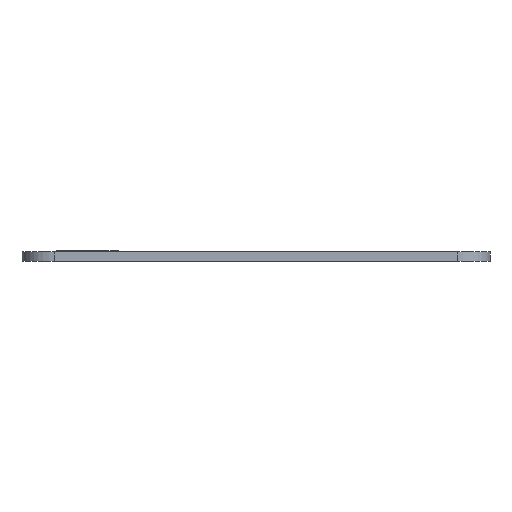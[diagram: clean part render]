
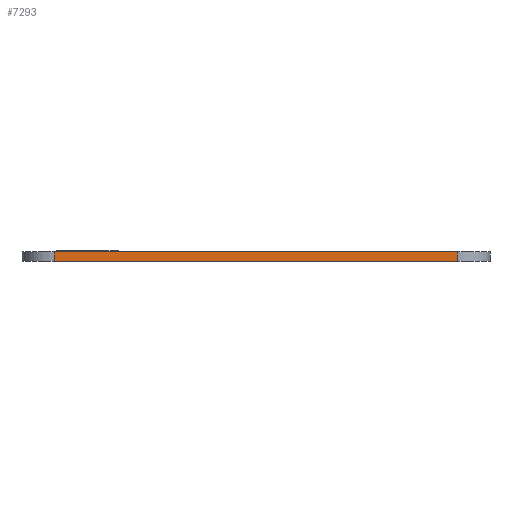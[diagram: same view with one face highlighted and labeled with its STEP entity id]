
A CAD part, front view. The second image highlights one B-rep face of the part: STEP entity #7293.
In plain terms, the highlighted planar face has unit normal (0, -1, 0).
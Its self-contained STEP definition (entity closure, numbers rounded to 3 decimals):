
#874=PLANE('',#7503);
#1242=FACE_OUTER_BOUND('',#1670,.T.);
#1670=EDGE_LOOP('',(#6730,#6731,#6732,#6733));
#1729=LINE('',#8547,#2297);
#1821=LINE('',#9983,#2389);
#2240=LINE('',#14736,#2808);
#2241=LINE('',#14738,#2809);
#2297=VECTOR('',#7578,10.);
#2389=VECTOR('',#7722,10.);
#2808=VECTOR('',#8371,10.);
#2809=VECTOR('',#8374,10.);
#2915=VERTEX_POINT('',#8544);
#2916=VERTEX_POINT('',#8546);
#3228=VERTEX_POINT('',#9980);
#3229=VERTEX_POINT('',#9982);
#3649=EDGE_CURVE('',#2915,#2916,#1729,.T.);
#3965=EDGE_CURVE('',#3228,#3229,#1821,.T.);
#4686=EDGE_CURVE('',#3229,#2915,#2240,.T.);
#4687=EDGE_CURVE('',#2916,#3228,#2241,.T.);
#6730=ORIENTED_EDGE('',*,*,#4686,.F.);
#6731=ORIENTED_EDGE('',*,*,#3965,.F.);
#6732=ORIENTED_EDGE('',*,*,#4687,.F.);
#6733=ORIENTED_EDGE('',*,*,#3649,.F.);
#7293=ADVANCED_FACE('',(#1242),#874,.T.);
#7503=AXIS2_PLACEMENT_3D('',#14737,#8372,#8373);
#7578=DIRECTION('',(1.,0.,0.));
#7722=DIRECTION('',(-1.,0.,0.));
#8371=DIRECTION('',(0.,0.,1.));
#8372=DIRECTION('center_axis',(0.,-1.,0.));
#8373=DIRECTION('ref_axis',(1.,0.,0.));
#8374=DIRECTION('',(0.,0.,-1.));
#8544=CARTESIAN_POINT('',(-11.828,-51.995,1.5));
#8546=CARTESIAN_POINT('',(50.673,-51.995,1.5));
#8547=CARTESIAN_POINT('',(55.673,-51.995,1.5));
#9980=CARTESIAN_POINT('',(50.673,-51.995,0.));
#9982=CARTESIAN_POINT('',(-11.828,-51.995,0.));
#9983=CARTESIAN_POINT('',(55.673,-51.995,0.));
#14736=CARTESIAN_POINT('',(-11.828,-51.995,0.));
#14737=CARTESIAN_POINT('Origin',(-16.828,-51.995,0.));
#14738=CARTESIAN_POINT('',(50.673,-51.995,0.));
